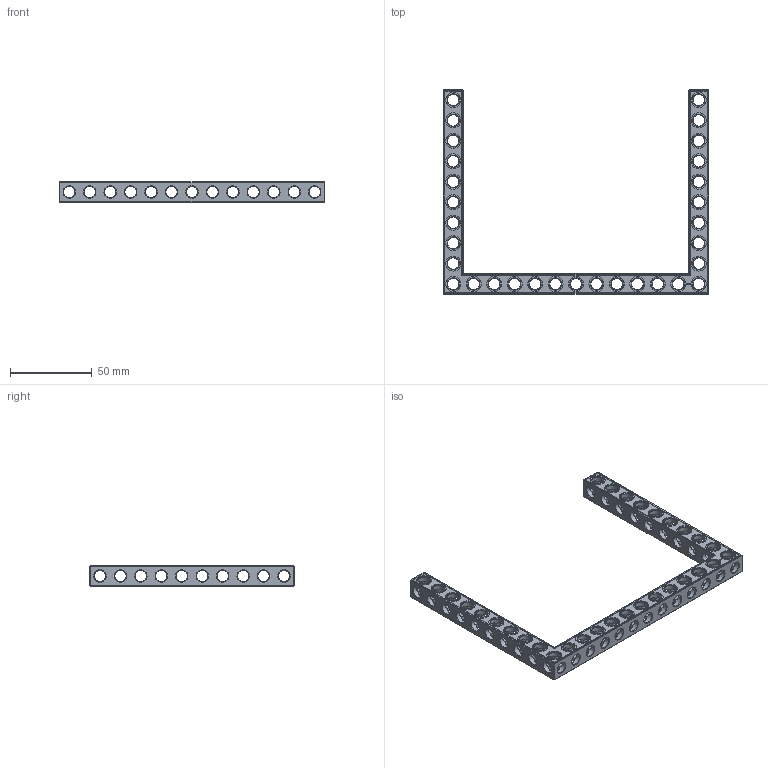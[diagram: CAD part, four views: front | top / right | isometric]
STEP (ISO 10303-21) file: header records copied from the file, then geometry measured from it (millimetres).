
FILE_DESCRIPTION(('FreeCAD Model'),'2;1');
FILE_NAME('Open CASCADE Shape Model','2022-02-26T18:00:20',('Author'),( ''),'Open CASCADE STEP processor 7.5','FreeCAD','Unknown');
FILE_SCHEMA(('AUTOMOTIVE_DESIGN { 1 0 10303 214 1 1 1 1 }'));
Products named in the file (1): Beam AGD ESS USH SYM BU13x10x01 - SPN-BEM-0507 (stemfie.org)
Bounding box: 162.5 x 125 x 12.5 mm (x, y, z)
Volume: 30288 mm3; surface area: 27086.7 mm2
Topology: 1 solids, 1 shells, 860 faces, 2600 edges, 1682 vertices
Faces by surface type: plane 401, cylinder 187, extrusion 146, cone 126
Full cylindrical faces by diameter (mm): 6.98 x22, 7 x134, 9.2 x31
Entity records: 159955 total; most frequent: CARTESIAN_POINT 111262, DIRECTION 7940, ORIENTED_EDGE 5200, PCURVE 5200, DEFINITIONAL_REPRESENTATION 5200, VECTOR 5025, LINE 4879, EDGE_CURVE 2600
